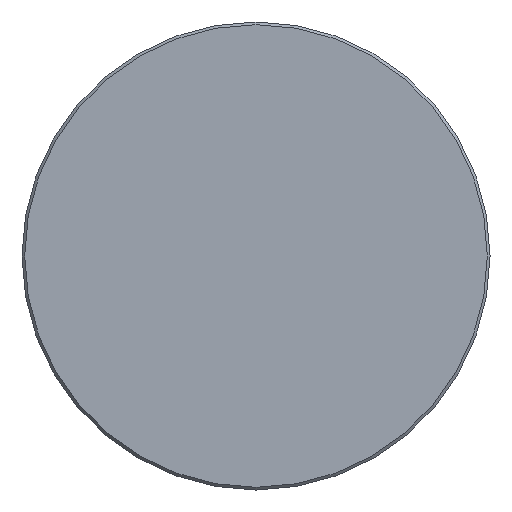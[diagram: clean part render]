
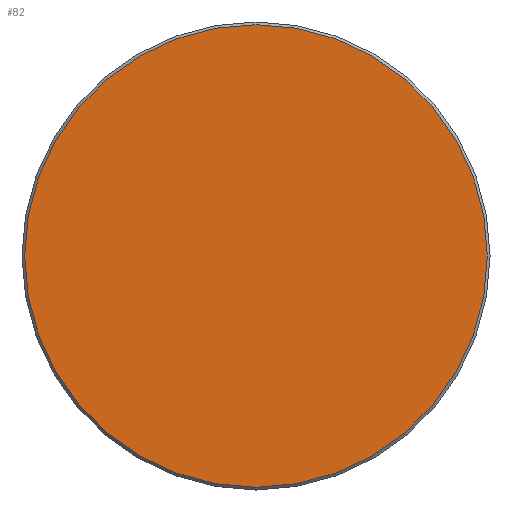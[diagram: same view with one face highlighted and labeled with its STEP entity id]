
A CAD part, left-side view. The second image highlights one B-rep face of the part: STEP entity #82.
In plain terms, the highlighted planar face has unit normal (-1, 0, 0).
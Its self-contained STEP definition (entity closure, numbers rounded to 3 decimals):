
#82 = ADVANCED_FACE( '', ( #113 ), #114, .T. );
#113 = FACE_OUTER_BOUND( '', #168, .T. );
#114 = PLANE( '', #169 );
#168 = EDGE_LOOP( '', ( #233 ) );
#169 = AXIS2_PLACEMENT_3D( '', #234, #235, #236 );
#233 = ORIENTED_EDGE( '', *, *, #310, .T. );
#234 = CARTESIAN_POINT( '', ( 0., 0., 0. ) );
#235 = DIRECTION( '', ( -1., 0., 0. ) );
#236 = DIRECTION( '', ( 0., 0., 1. ) );
#310 = EDGE_CURVE( '', #337, #337, #338, .T. );
#337 = VERTEX_POINT( '', #373 );
#338 = CIRCLE( '', #374, 42.5 );
#373 = CARTESIAN_POINT( '', ( 0., 0., 42.5 ) );
#374 = AXIS2_PLACEMENT_3D( '', #418, #419, #420 );
#418 = CARTESIAN_POINT( '', ( 0., 0., 0. ) );
#419 = DIRECTION( '', ( -1., 0., 0. ) );
#420 = DIRECTION( '', ( 0., 0., 1. ) );
